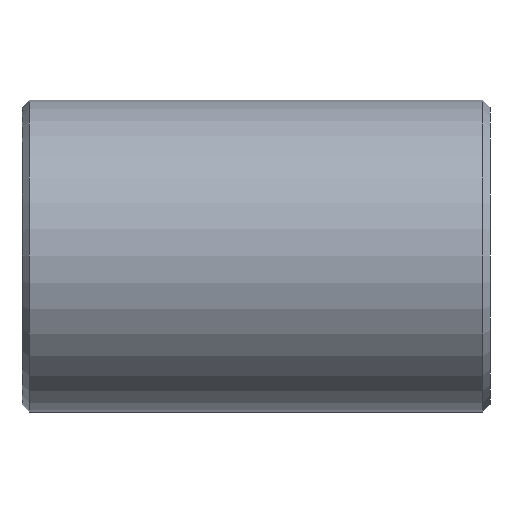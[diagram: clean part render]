
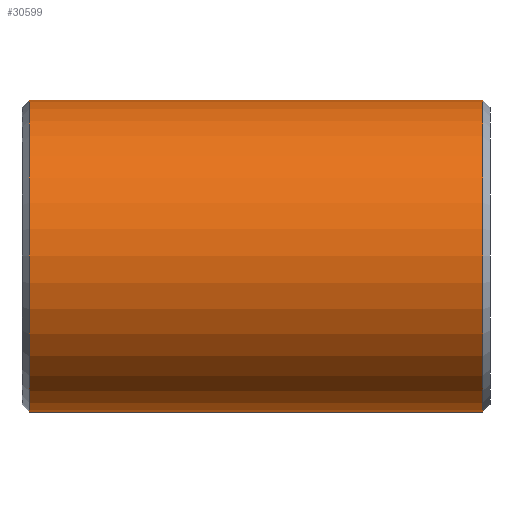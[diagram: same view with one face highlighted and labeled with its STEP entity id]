
A CAD part, front view. The second image highlights one B-rep face of the part: STEP entity #30599.
In plain terms, the highlighted cylindrical face has radius 6.25 mm (diameter 12.5 mm), a full revolution.
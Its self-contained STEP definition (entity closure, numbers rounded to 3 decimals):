
#237 = CONICAL_SURFACE('',#238,6.25,0.785);
#238 = AXIS2_PLACEMENT_3D('',#239,#240,#241);
#239 = CARTESIAN_POINT('',(0.3,0.,0.));
#240 = DIRECTION('',(1.,0.,0.));
#241 = DIRECTION('',(0.,0.,1.));
#11459 = VERTEX_POINT('',#11460);
#11460 = CARTESIAN_POINT('',(0.3,0.,6.25));
#11483 = EDGE_CURVE('',#11459,#11459,#11484,.T.);
#11484 = SURFACE_CURVE('',#11485,(#11490,#11497),.PCURVE_S1.);
#11485 = CIRCLE('',#11486,6.25);
#11486 = AXIS2_PLACEMENT_3D('',#11487,#11488,#11489);
#11487 = CARTESIAN_POINT('',(0.3,0.,0.));
#11488 = DIRECTION('',(1.,0.,0.));
#11489 = DIRECTION('',(0.,0.,1.));
#11490 = PCURVE('',#237,#11491);
#11491 = DEFINITIONAL_REPRESENTATION('',(#11492),#11496);
#11492 = LINE('',#11493,#11494);
#11493 = CARTESIAN_POINT('',(0.,0.));
#11494 = VECTOR('',#11495,1.);
#11495 = DIRECTION('',(1.,0.));
#11496 = ( GEOMETRIC_REPRESENTATION_CONTEXT(2) 
PARAMETRIC_REPRESENTATION_CONTEXT() REPRESENTATION_CONTEXT('2D SPACE',''
  ) );
#11497 = PCURVE('',#11498,#11503);
#11498 = CYLINDRICAL_SURFACE('',#11499,6.25);
#11499 = AXIS2_PLACEMENT_3D('',#11500,#11501,#11502);
#11500 = CARTESIAN_POINT('',(0.,0.,0.));
#11501 = DIRECTION('',(1.,0.,0.));
#11502 = DIRECTION('',(0.,0.,1.));
#11503 = DEFINITIONAL_REPRESENTATION('',(#11504),#11508);
#11504 = LINE('',#11505,#11506);
#11505 = CARTESIAN_POINT('',(0.,0.3));
#11506 = VECTOR('',#11507,1.);
#11507 = DIRECTION('',(1.,0.));
#11508 = ( GEOMETRIC_REPRESENTATION_CONTEXT(2) 
PARAMETRIC_REPRESENTATION_CONTEXT() REPRESENTATION_CONTEXT('2D SPACE',''
  ) );
#30599 = ADVANCED_FACE('',(#30600),#11498,.T.);
#30600 = FACE_BOUND('',#30601,.T.);
#30601 = EDGE_LOOP('',(#30602,#30625,#30626,#30627));
#30602 = ORIENTED_EDGE('',*,*,#30603,.F.);
#30603 = EDGE_CURVE('',#11459,#30604,#30606,.T.);
#30604 = VERTEX_POINT('',#30605);
#30605 = CARTESIAN_POINT('',(18.45,0.,6.25));
#30606 = SEAM_CURVE('',#30607,(#30611,#30618),.PCURVE_S1.);
#30607 = LINE('',#30608,#30609);
#30608 = CARTESIAN_POINT('',(0.,0.,6.25));
#30609 = VECTOR('',#30610,1.);
#30610 = DIRECTION('',(1.,0.,0.));
#30611 = PCURVE('',#11498,#30612);
#30612 = DEFINITIONAL_REPRESENTATION('',(#30613),#30617);
#30613 = LINE('',#30614,#30615);
#30614 = CARTESIAN_POINT('',(0.,0.));
#30615 = VECTOR('',#30616,1.);
#30616 = DIRECTION('',(0.,1.));
#30617 = ( GEOMETRIC_REPRESENTATION_CONTEXT(2) 
PARAMETRIC_REPRESENTATION_CONTEXT() REPRESENTATION_CONTEXT('2D SPACE',''
  ) );
#30618 = PCURVE('',#11498,#30619);
#30619 = DEFINITIONAL_REPRESENTATION('',(#30620),#30624);
#30620 = LINE('',#30621,#30622);
#30621 = CARTESIAN_POINT('',(6.283,0.));
#30622 = VECTOR('',#30623,1.);
#30623 = DIRECTION('',(0.,1.));
#30624 = ( GEOMETRIC_REPRESENTATION_CONTEXT(2) 
PARAMETRIC_REPRESENTATION_CONTEXT() REPRESENTATION_CONTEXT('2D SPACE',''
  ) );
#30625 = ORIENTED_EDGE('',*,*,#11483,.T.);
#30626 = ORIENTED_EDGE('',*,*,#30603,.T.);
#30627 = ORIENTED_EDGE('',*,*,#30628,.F.);
#30628 = EDGE_CURVE('',#30604,#30604,#30629,.T.);
#30629 = SURFACE_CURVE('',#30630,(#30635,#30642),.PCURVE_S1.);
#30630 = CIRCLE('',#30631,6.25);
#30631 = AXIS2_PLACEMENT_3D('',#30632,#30633,#30634);
#30632 = CARTESIAN_POINT('',(18.45,0.,0.));
#30633 = DIRECTION('',(1.,0.,0.));
#30634 = DIRECTION('',(0.,0.,1.));
#30635 = PCURVE('',#11498,#30636);
#30636 = DEFINITIONAL_REPRESENTATION('',(#30637),#30641);
#30637 = LINE('',#30638,#30639);
#30638 = CARTESIAN_POINT('',(0.,18.45));
#30639 = VECTOR('',#30640,1.);
#30640 = DIRECTION('',(1.,0.));
#30641 = ( GEOMETRIC_REPRESENTATION_CONTEXT(2) 
PARAMETRIC_REPRESENTATION_CONTEXT() REPRESENTATION_CONTEXT('2D SPACE',''
  ) );
#30642 = PCURVE('',#30643,#30648);
#30643 = CONICAL_SURFACE('',#30644,6.25,0.785);
#30644 = AXIS2_PLACEMENT_3D('',#30645,#30646,#30647);
#30645 = CARTESIAN_POINT('',(18.45,0.,0.));
#30646 = DIRECTION('',(-1.,-0.,-0.));
#30647 = DIRECTION('',(0.,0.,1.));
#30648 = DEFINITIONAL_REPRESENTATION('',(#30649),#30653);
#30649 = LINE('',#30650,#30651);
#30650 = CARTESIAN_POINT('',(-0.,-0.));
#30651 = VECTOR('',#30652,1.);
#30652 = DIRECTION('',(-1.,-0.));
#30653 = ( GEOMETRIC_REPRESENTATION_CONTEXT(2) 
PARAMETRIC_REPRESENTATION_CONTEXT() REPRESENTATION_CONTEXT('2D SPACE',''
  ) );
